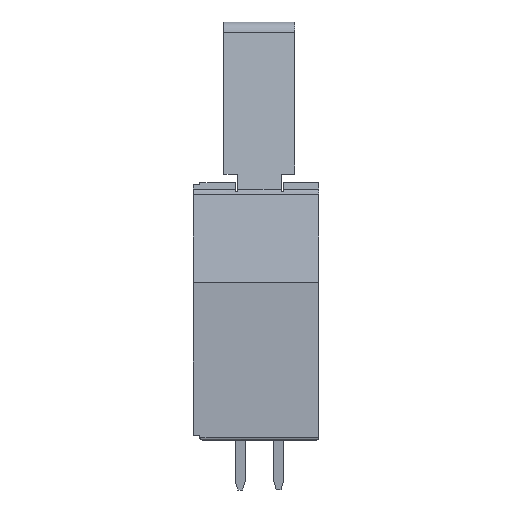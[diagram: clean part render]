
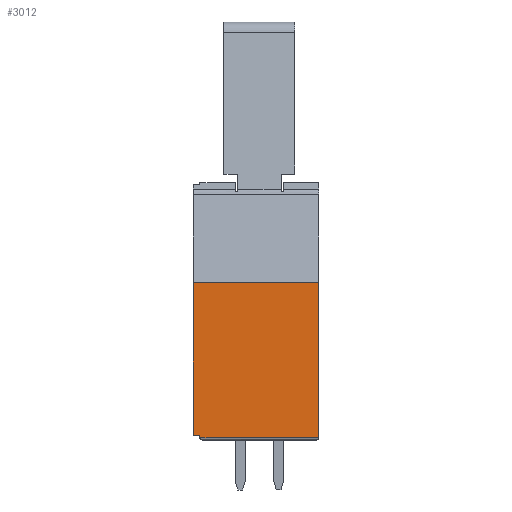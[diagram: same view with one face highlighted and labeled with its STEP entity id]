
A CAD part, left-side view. The second image highlights one B-rep face of the part: STEP entity #3012.
In plain terms, the highlighted planar face has unit normal (-1, 0, 0).
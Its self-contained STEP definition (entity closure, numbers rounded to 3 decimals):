
#2158=EDGE_CURVE('',#3548,#2824,#5915,.T.);
#2258=EDGE_CURVE('',#3418,#5122,#6024,.T.);
#2824=VERTEX_POINT('',#6651);
#2972=EDGE_CURVE('',#5122,#4966,#6820,.T.);
#3012=ADVANCED_FACE('',(#6863),#6864,.T.);
#3382=EDGE_CURVE('',#4160,#4966,#7266,.T.);
#3418=VERTEX_POINT('',#7305);
#3548=VERTEX_POINT('',#7446);
#4160=VERTEX_POINT('',#8104);
#4966=VERTEX_POINT('',#8991);
#5122=VERTEX_POINT('',#9167);
#5308=EDGE_CURVE('',#3548,#4160,#9369,.T.);
#5600=EDGE_CURVE('',#2824,#3418,#9691,.T.);
#5915=LINE('',#10121,#10122);
#6024=LINE('',#10279,#10280);
#6651=CARTESIAN_POINT('',(-15.95,7.85,0.3));
#6820=LINE('',#11420,#11421);
#6863=FACE_OUTER_BOUND('',#11480,.T.);
#6864=PLANE('',#11481);
#7266=LINE('',#12066,#12067);
#7305=CARTESIAN_POINT('',(-15.95,8.3,0.3));
#7446=CARTESIAN_POINT('',(-15.95,7.85,0.15));
#8104=CARTESIAN_POINT('',(-15.95,0.0,0.15));
#8991=CARTESIAN_POINT('',(-15.95,0.0,10.4));
#9167=CARTESIAN_POINT('',(-15.95,8.3,10.4));
#9369=LINE('',#15026,#15027);
#9691=LINE('',#15493,#15494);
#10121=CARTESIAN_POINT('',(-15.95,7.85,0.15));
#10122=VECTOR('',#15757,1.0);
#10279=CARTESIAN_POINT('',(-15.95,8.3,0.0));
#10280=VECTOR('',#15869,1.0);
#11420=CARTESIAN_POINT('',(-15.95,4.15,10.4));
#11421=VECTOR('',#16791,1.0);
#11480=EDGE_LOOP('',(#16846,#16847,#16848,#16849,#16850,#16851));
#11481=AXIS2_PLACEMENT_3D('',#16852,#16853,#16854);
#12066=CARTESIAN_POINT('',(-15.95,0.,0.0));
#12067=VECTOR('',#17260,1.0);
#15026=CARTESIAN_POINT('',(-15.95,4.15,0.15));
#15027=VECTOR('',#19483,1.0);
#15493=CARTESIAN_POINT('',(-15.95,4.15,0.3));
#15494=VECTOR('',#19821,1.0);
#15757=DIRECTION('',(0.0,0.,1.0));
#15869=DIRECTION('',(0.0,0.0,1.0));
#16791=DIRECTION('',(0.0,-1.0,0.));
#16846=ORIENTED_EDGE('',*,*,#2158,.F.);
#16847=ORIENTED_EDGE('',*,*,#5308,.T.);
#16848=ORIENTED_EDGE('',*,*,#3382,.T.);
#16849=ORIENTED_EDGE('',*,*,#2972,.F.);
#16850=ORIENTED_EDGE('',*,*,#2258,.F.);
#16851=ORIENTED_EDGE('',*,*,#5600,.F.);
#16852=CARTESIAN_POINT('',(-15.95,0.,0.0));
#16853=DIRECTION('',(-1.0,0.0,0.0));
#16854=DIRECTION('',(0.0,-1.0,0.0));
#17260=DIRECTION('',(0.0,0.0,1.0));
#19483=DIRECTION('',(0.0,-1.0,0.));
#19821=DIRECTION('',(0.0,1.0,0.));
